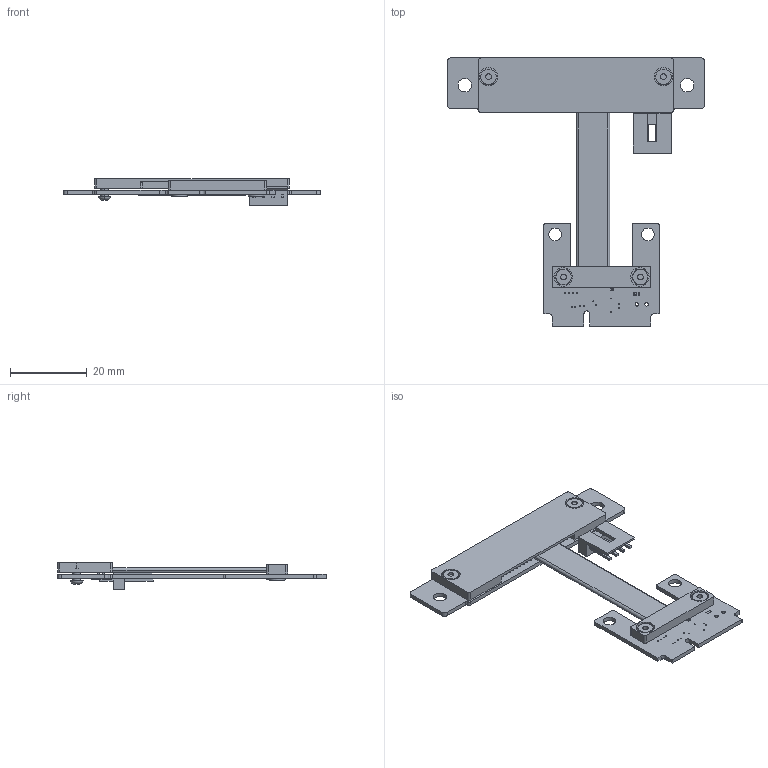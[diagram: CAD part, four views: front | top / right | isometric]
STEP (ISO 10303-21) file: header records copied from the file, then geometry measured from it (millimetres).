
FILE_DESCRIPTION(('Open CASCADE Model'),'2;1');
FILE_NAME('Open CASCADE Shape Model','2019-09-21T10:01:49',('Author'),( 'Open CASCADE'),'Open CASCADE STEP processor 6.8','Open CASCADE 6.8' ,'Unknown');
FILE_SCHEMA(('AUTOMOTIVE_DESIGN { 1 0 10303 214 1 1 1 1 }'));
Length unit declared in the file: millimetre
Products named in the file (40): PCB; Board; Open CASCADE STEP translator 6.8 24.1.1; Free-Models; cable13pin-43n-20161231_RGB4078660; c-171825-4-y-3d_RGB12967653; Tape28x5_RGB0; RP22R-PAD; Hexagon_nut_ISO_4032_(DIN_934)_-_M2_RGB9411503; G0033_RGB9411503; cable13pin-43n-20161231_RGB4078660_1342402984; Tape14x5_RGB0; RP11S-PAD; G0030_RGB14277081
Assembly tree (44 placements, depth 3):
  PCB
    Board
      Open CASCADE STEP translator 6.8 24.1.1
    Free-Models
      cable13pin-43n-20161231_RGB4078660
      c-171825-4-y-3d_RGB12967653
      Tape28x5_RGB0
      RP22R-PAD
      Hexagon_nut_ISO_4032_(DIN_934)_-_M2_RGB9411503  x4
      G0033_RGB9411503  x2
      cable13pin-43n-20161231_RGB4078660_1342402984
      cable13pin-43n-20161231_RGB4078660_1342402984
      cable13pin-43n-20161231_RGB4078660_1342402984
      cable13pin-43n-20161231_RGB4078660_1342402984
      cable13pin-43n-20161231_RGB4078660_1342402984
      cable13pin-43n-20161231_RGB4078660_1342402984
      cable13pin-43n-20161231_RGB4078660_1342402984
      cable13pin-43n-20161231_RGB4078660_1342402984
      cable13pin-43n-20161231_RGB4078660_1342402984
      cable13pin-43n-20161231_RGB4078660_1342402984
      cable13pin-43n-20161231_RGB4078660_1342402984
      cable13pin-43n-20161231_RGB4078660_1342402984
      cable13pin-43n-20161231_RGB4078660_1342402984
      cable13pin-43n-20161231_RGB4078660_1342402984
      cable13pin-43n-20161231_RGB4078660_1342402984
      cable13pin-43n-20161231_RGB4078660_1342402984
      cable13pin-43n-20161231_RGB4078660_1342402984
      cable13pin-43n-20161231_RGB4078660_1342402984
      cable13pin-43n-20161231_RGB4078660_1342402984
      cable13pin-43n-20161231_RGB4078660_1342402984
      cable13pin-43n-20161231_RGB4078660_1342402984
      cable13pin-43n-20161231_RGB4078660_1342402984
      cable13pin-43n-20161231_RGB4078660_1342402984
      cable13pin-43n-20161231_RGB4078660_1342402984
      cable13pin-43n-20161231_RGB4078660_1342402984
      cable13pin-43n-20161231_RGB4078660_1342402984
      cable13pin-43n-20161231_RGB4078660_1342402984
      Tape14x5_RGB0
      RP11S-PAD
      G0030_RGB14277081  x2
Bounding box: 67.05 x 69.95 x 7 mm (x, y, z)
Volume: 4312.8 mm3; surface area: 11183.9 mm2
Topology: 68 solids, 68 shells, 1076 faces, 2394 edges, 1540 vertices
Faces by surface type: cylinder 531, plane 407, torus 78, cone 48, bspline 8, revolution 4
Full cylindrical faces by diameter (mm): 0.254 x28, 0.4 x65, 0.6 x60, 0.7 x64, 0.9 x2, 1.2 x4, 1.6 x64, 2 x4, 2.2 x8, 2.35 x2, 2.4 x2, 3.3 x2, 3.5 x2, 4.8 x4
Entity records: 36519 total; most frequent: CARTESIAN_POINT 5907, DIRECTION 4937, ORIENTED_EDGE 4188, EDGE_CURVE 2094, AXIS2_PLACEMENT_3D 2091, FACE_BOUND 1433, EDGE_LOOP 1433, VERTEX_POINT 1353
